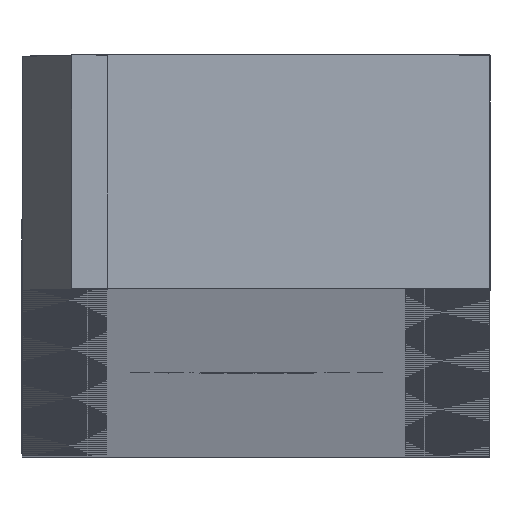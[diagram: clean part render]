
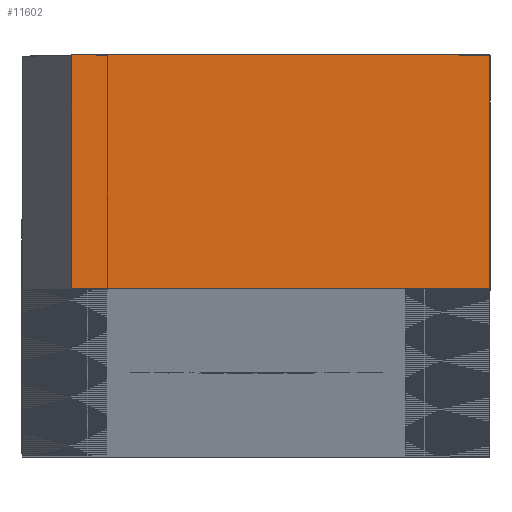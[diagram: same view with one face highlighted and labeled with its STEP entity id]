
A CAD part, top view. The second image highlights one B-rep face of the part: STEP entity #11602.
In plain terms, the highlighted planar face has unit normal (0, 0, 1).
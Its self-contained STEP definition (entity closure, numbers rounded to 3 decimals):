
#603 = VECTOR ( 'NONE', #20930, 1000. ) ;
#931 = PLANE ( 'NONE',  #12742 ) ;
#1150 = VECTOR ( 'NONE', #10176, 1000. ) ;
#1609 = LINE ( 'NONE', #21045, #18286 ) ;
#2365 = CARTESIAN_POINT ( 'NONE',  ( -6.304, -4., 1650. ) ) ;
#3224 = VERTEX_POINT ( 'NONE', #3352 ) ;
#3352 = CARTESIAN_POINT ( 'NONE',  ( -6.304, 4., 1650. ) ) ;
#4954 = EDGE_CURVE ( 'NONE', #5414, #22144, #15000, .T. ) ;
#5414 = VERTEX_POINT ( 'NONE', #23284 ) ;
#5817 = EDGE_CURVE ( 'NONE', #21425, #5414, #18652, .T. ) ;
#6452 = CARTESIAN_POINT ( 'NONE',  ( -8., 4., 1650. ) ) ;
#8158 = DIRECTION ( 'NONE',  ( -1., 0., 0. ) ) ;
#9221 = FACE_OUTER_BOUND ( 'NONE', #18458, .T. ) ;
#10176 = DIRECTION ( 'NONE',  ( 1., 0., 0. ) ) ;
#10177 = DIRECTION ( 'NONE',  ( 0., -1., 0. ) ) ;
#10188 = VECTOR ( 'NONE', #11356, 1000. ) ;
#11356 = DIRECTION ( 'NONE',  ( 0., 1., 0. ) ) ;
#11602 = ADVANCED_FACE ( 'NONE', ( #9221 ), #931, .F. ) ;
#12742 = AXIS2_PLACEMENT_3D ( 'NONE', #15364, #17192, #8158 ) ;
#14796 = ORIENTED_EDGE ( 'NONE', *, *, #5817, .T. ) ;
#15000 = LINE ( 'NONE', #20388, #10188 ) ;
#15364 = CARTESIAN_POINT ( 'NONE',  ( 0., 0., 1650. ) ) ;
#16132 = LINE ( 'NONE', #6452, #603 ) ;
#16938 = CARTESIAN_POINT ( 'NONE',  ( 8., 4., 1650. ) ) ;
#17192 = DIRECTION ( 'NONE',  ( 0., 0., -1. ) ) ;
#17474 = CARTESIAN_POINT ( 'NONE',  ( -8., -4., 1650. ) ) ;
#18102 = EDGE_CURVE ( 'NONE', #3224, #21425, #1609, .T. ) ;
#18286 = VECTOR ( 'NONE', #10177, 1000. ) ;
#18458 = EDGE_LOOP ( 'NONE', ( #18557, #20205, #14796, #20474 ) ) ;
#18557 = ORIENTED_EDGE ( 'NONE', *, *, #20192, .T. ) ;
#18652 = LINE ( 'NONE', #17474, #1150 ) ;
#20192 = EDGE_CURVE ( 'NONE', #22144, #3224, #16132, .T. ) ;
#20205 = ORIENTED_EDGE ( 'NONE', *, *, #18102, .T. ) ;
#20388 = CARTESIAN_POINT ( 'NONE',  ( 8., -4., 1650. ) ) ;
#20474 = ORIENTED_EDGE ( 'NONE', *, *, #4954, .T. ) ;
#20930 = DIRECTION ( 'NONE',  ( -1., 0., 0. ) ) ;
#21045 = CARTESIAN_POINT ( 'NONE',  ( -6.304, -6., 1650. ) ) ;
#21425 = VERTEX_POINT ( 'NONE', #2365 ) ;
#22144 = VERTEX_POINT ( 'NONE', #16938 ) ;
#23284 = CARTESIAN_POINT ( 'NONE',  ( 8., -4., 1650. ) ) ;
